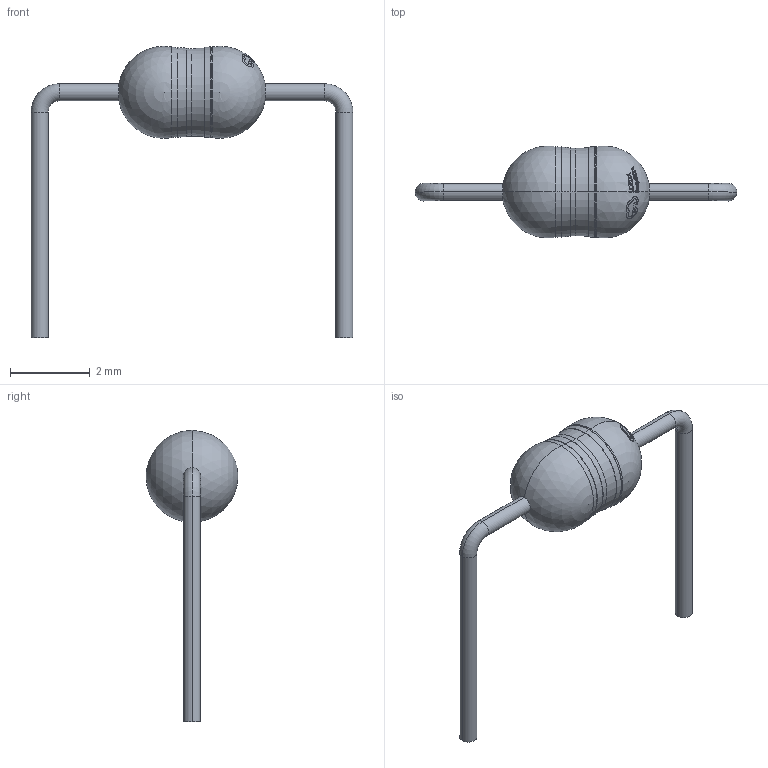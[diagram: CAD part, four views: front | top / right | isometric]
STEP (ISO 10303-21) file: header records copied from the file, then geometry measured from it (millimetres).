
FILE_DESCRIPTION (( 'STEP AP214' ), '1' );
FILE_NAME ('RES-TH_BD2.3-L3.7-P7.62-D0.4.step', '2022-07-28T09:09:21', ( '' ), ( '' ), 'SwSTEP 2.0', 'SolidWorks 2020', '' );
FILE_SCHEMA (( 'AUTOMOTIVE_DESIGN' ));
Length unit declared in the file: millimetre
Products named in the file (1): RES-TH_BD2.3-L3.7-P7.62-D0.4
Bounding box: 8.05 x 2.3 x 7.29 mm (x, y, z)
Volume: 14.2 mm3; surface area: 48.2 mm2
Topology: 6 solids, 6 shells, 326 faces, 867 edges, 566 vertices
Faces by surface type: plane 157, bspline 112, sphere 25, torus 16, cylinder 8, cone 8
Entity records: 16493 total; most frequent: CARTESIAN_POINT 5275, ORIENTED_EDGE 1714, DIRECTION 1347, EDGE_CURVE 857, VERTEX_POINT 560, AXIS2_PLACEMENT_3D 499, LINE 349, VECTOR 349
